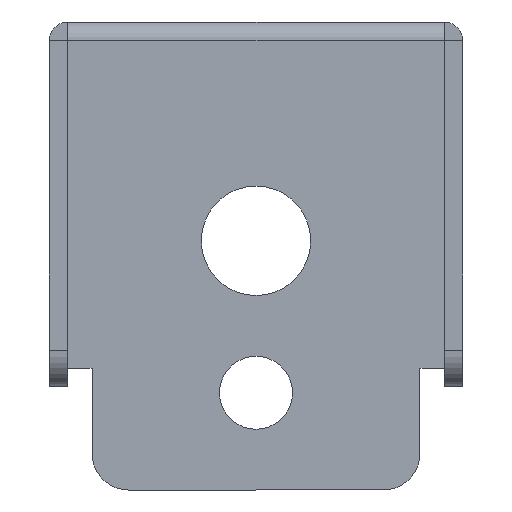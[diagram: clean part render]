
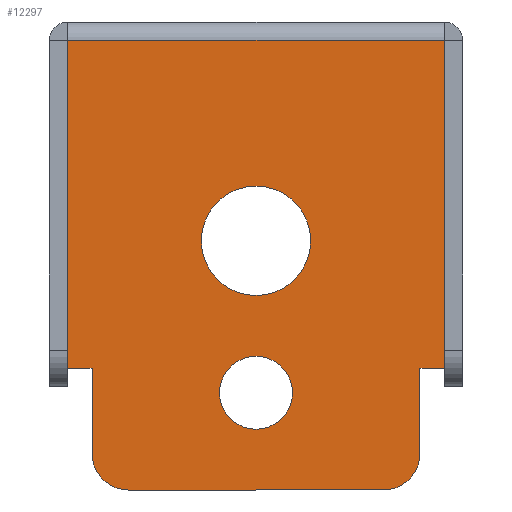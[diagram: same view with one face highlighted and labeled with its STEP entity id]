
A CAD part, left-side view. The second image highlights one B-rep face of the part: STEP entity #12297.
In plain terms, the highlighted planar face has unit normal (-1, 0, 0).
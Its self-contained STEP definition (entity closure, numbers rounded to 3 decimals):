
#3656 = EDGE_CURVE ( 'NONE', #17609, #17608, #19754, .T. ) ;
#3658 = EDGE_CURVE ( 'NONE', #4760, #4759, #19755, .T. ) ;
#3664 = EDGE_CURVE ( 'NONE', #4758, #17592, #19763, .T. ) ;
#3666 = EDGE_CURVE ( 'NONE', #4778, #17605, #19767, .T. ) ;
#3670 = EDGE_CURVE ( 'NONE', #4778, #4783, #19769, .T. ) ;
#3672 = EDGE_CURVE ( 'NONE', #4760, #4758, #19779, .T. ) ;
#3674 = EDGE_CURVE ( 'NONE', #17636, #4783, #19778, .T. ) ;
#4758 = VERTEX_POINT ( 'NONE', #7114 ) ;
#4759 = VERTEX_POINT ( 'NONE', #7115 ) ;
#4760 = VERTEX_POINT ( 'NONE', #7117 ) ;
#4765 = VERTEX_POINT ( 'NONE', #7122 ) ;
#4778 = VERTEX_POINT ( 'NONE', #7140 ) ;
#4783 = VERTEX_POINT ( 'NONE', #7141 ) ;
#5452 = LINE ( 'NONE', #23987, #5453 ) ;
#5453 = VECTOR ( 'NONE', #23980, 1000. ) ;
#5460 = CIRCLE ( 'NONE', #15474, 3. ) ;
#5465 = CIRCLE ( 'NONE', #15476, 3. ) ;
#6975 = EDGE_CURVE ( 'NONE', #17608, #17609, #15561, .T. ) ;
#6976 = EDGE_CURVE ( 'NONE', #17711, #17678, #15562, .T. ) ;
#7024 = EDGE_CURVE ( 'NONE', #17605, #17627, #15356, .T. ) ;
#7037 = EDGE_CURVE ( 'NONE', #17592, #17636, #15377, .T. ) ;
#7114 = CARTESIAN_POINT ( 'NONE',  ( -449.5, -13.49, -34. ) ) ;
#7115 = CARTESIAN_POINT ( 'NONE',  ( -449.5, 10.49, -37. ) ) ;
#7117 = CARTESIAN_POINT ( 'NONE',  ( -449.5, -10.49, -37. ) ) ;
#7122 = CARTESIAN_POINT ( 'NONE',  ( -449.5, 13.49, -34. ) ) ;
#7140 = CARTESIAN_POINT ( 'NONE',  ( -449.5, 15.49, -0.01 ) ) ;
#7141 = CARTESIAN_POINT ( 'NONE',  ( -449.5, -15.49, -0.01 ) ) ;
#8724 = DIRECTION ( 'NONE',  ( 0., 0., -1. ) ) ;
#8730 = DIRECTION ( 'NONE',  ( 0., 0., 1. ) ) ;
#8732 = DIRECTION ( 'NONE',  ( 0., -1., 0. ) ) ;
#8735 = CARTESIAN_POINT ( 'NONE',  ( -449.5, -15.49, 0. ) ) ;
#8738 = CARTESIAN_POINT ( 'NONE',  ( -449.5, -10.49, -34. ) ) ;
#8740 = DIRECTION ( 'NONE',  ( -1., 0., 0. ) ) ;
#8744 = CARTESIAN_POINT ( 'NONE',  ( -449.5, 15.49, -0.01 ) ) ;
#8752 = DIRECTION ( 'NONE',  ( 0., 0., -1. ) ) ;
#8761 = CARTESIAN_POINT ( 'NONE',  ( -449.5, 15.49, -27. ) ) ;
#8762 = DIRECTION ( 'NONE',  ( 0., 0., 1. ) ) ;
#8770 = CARTESIAN_POINT ( 'NONE',  ( -449.5, -13.49, -37. ) ) ;
#8791 = DIRECTION ( 'NONE',  ( 0., 1., 0. ) ) ;
#8801 = DIRECTION ( 'NONE',  ( 0., 0., 1. ) ) ;
#8816 = CARTESIAN_POINT ( 'NONE',  ( -449.5, 0., -16.5 ) ) ;
#8818 = DIRECTION ( 'NONE',  ( -1., 0., 0. ) ) ;
#8822 = CARTESIAN_POINT ( 'NONE',  ( -449.5, -13.49, -37. ) ) ;
#9647 = DIRECTION ( 'NONE',  ( 0., -1., 0. ) ) ;
#9740 = DIRECTION ( 'NONE',  ( 0., 0., 1. ) ) ;
#9742 = CARTESIAN_POINT ( 'NONE',  ( -449.5, 0., -29. ) ) ;
#9743 = DIRECTION ( 'NONE',  ( 0., 0., 1. ) ) ;
#9744 = DIRECTION ( 'NONE',  ( -1., 0., 0. ) ) ;
#9745 = CARTESIAN_POINT ( 'NONE',  ( -449.5, 0., -16.5 ) ) ;
#9749 = DIRECTION ( 'NONE',  ( -1., 0., 0. ) ) ;
#9816 = CARTESIAN_POINT ( 'NONE',  ( -449.5, -15.49, -27. ) ) ;
#9818 = DIRECTION ( 'NONE',  ( 0., -1., 0. ) ) ;
#9836 = CARTESIAN_POINT ( 'NONE',  ( -449.5, -15.49, -27. ) ) ;
#9914 = AXIS2_PLACEMENT_3D ( 'NONE', #8738, #8740, #8724 ) ;
#9988 = AXIS2_PLACEMENT_3D ( 'NONE', #9745, #9749, #9740 ) ;
#10033 = AXIS2_PLACEMENT_3D ( 'NONE', #9742, #9744, #9743 ) ;
#10344 = FACE_BOUND ( 'NONE', #16676, .T. ) ;
#10349 = FACE_BOUND ( 'NONE', #16625, .T. ) ;
#10356 = FACE_OUTER_BOUND ( 'NONE', #16663, .T. ) ;
#11912 = AXIS2_PLACEMENT_3D ( 'NONE', #11999, #12009, #12008 ) ;
#11999 = CARTESIAN_POINT ( 'NONE',  ( -449.5, 15.49, 0. ) ) ;
#12003 = PLANE ( 'NONE',  #11912 ) ;
#12008 = DIRECTION ( 'NONE',  ( 0., 0., -1. ) ) ;
#12009 = DIRECTION ( 'NONE',  ( 1., 0., 0. ) ) ;
#12297 = ADVANCED_FACE ( 'NONE', ( #10349, #10344, #10356 ), #12003, .F. ) ;
#13696 = ORIENTED_EDGE ( 'NONE', *, *, #15196, .F. ) ;
#13697 = ORIENTED_EDGE ( 'NONE', *, *, #3666, .T. ) ;
#13716 = ORIENTED_EDGE ( 'NONE', *, *, #7024, .T. ) ;
#13724 = ORIENTED_EDGE ( 'NONE', *, *, #15204, .T. ) ;
#13732 = ORIENTED_EDGE ( 'NONE', *, *, #3670, .F. ) ;
#13741 = ORIENTED_EDGE ( 'NONE', *, *, #3674, .T. ) ;
#13750 = ORIENTED_EDGE ( 'NONE', *, *, #7037, .T. ) ;
#13759 = ORIENTED_EDGE ( 'NONE', *, *, #3664, .T. ) ;
#13768 = ORIENTED_EDGE ( 'NONE', *, *, #3672, .T. ) ;
#13777 = ORIENTED_EDGE ( 'NONE', *, *, #3658, .F. ) ;
#13786 = ORIENTED_EDGE ( 'NONE', *, *, #6976, .F. ) ;
#13795 = ORIENTED_EDGE ( 'NONE', *, *, #15201, .F. ) ;
#13804 = ORIENTED_EDGE ( 'NONE', *, *, #6975, .F. ) ;
#13813 = ORIENTED_EDGE ( 'NONE', *, *, #3656, .F. ) ;
#14675 = AXIS2_PLACEMENT_3D ( 'NONE', #8816, #8818, #8801 ) ;
#15196 = EDGE_CURVE ( 'NONE', #4765, #17627, #5452, .T. ) ;
#15201 = EDGE_CURVE ( 'NONE', #17678, #17711, #5460, .T. ) ;
#15204 = EDGE_CURVE ( 'NONE', #4765, #4759, #5465, .T. ) ;
#15356 = LINE ( 'NONE', #9836, #15357 ) ;
#15357 = VECTOR ( 'NONE', #9647, 1000. ) ;
#15377 = LINE ( 'NONE', #9816, #15378 ) ;
#15378 = VECTOR ( 'NONE', #9818, 1000. ) ;
#15474 = AXIS2_PLACEMENT_3D ( 'NONE', #23989, #23990, #23924 ) ;
#15476 = AXIS2_PLACEMENT_3D ( 'NONE', #23978, #23942, #24133 ) ;
#15561 = CIRCLE ( 'NONE', #9988, 4.5 ) ;
#15562 = CIRCLE ( 'NONE', #10033, 3. ) ;
#16625 = EDGE_LOOP ( 'NONE', ( #13813, #13804 ) ) ;
#16663 = EDGE_LOOP ( 'NONE', ( #13777, #13768, #13759, #13750, #13741, #13732, #13697, #13716, #13696, #13724 ) ) ;
#16676 = EDGE_LOOP ( 'NONE', ( #13795, #13786 ) ) ;
#17592 = VERTEX_POINT ( 'NONE', #20266 ) ;
#17605 = VERTEX_POINT ( 'NONE', #20279 ) ;
#17608 = VERTEX_POINT ( 'NONE', #20282 ) ;
#17609 = VERTEX_POINT ( 'NONE', #20283 ) ;
#17627 = VERTEX_POINT ( 'NONE', #20301 ) ;
#17636 = VERTEX_POINT ( 'NONE', #20310 ) ;
#17678 = VERTEX_POINT ( 'NONE', #20352 ) ;
#17711 = VERTEX_POINT ( 'NONE', #20385 ) ;
#19749 = VECTOR ( 'NONE', #8791, 1000. ) ;
#19752 = VECTOR ( 'NONE', #8762, 1000. ) ;
#19754 = CIRCLE ( 'NONE', #14675, 4.5 ) ;
#19755 = LINE ( 'NONE', #8822, #19749 ) ;
#19757 = VECTOR ( 'NONE', #8752, 1000. ) ;
#19763 = LINE ( 'NONE', #8770, #19752 ) ;
#19767 = LINE ( 'NONE', #8761, #19757 ) ;
#19769 = LINE ( 'NONE', #8744, #19773 ) ;
#19773 = VECTOR ( 'NONE', #8732, 1000. ) ;
#19778 = LINE ( 'NONE', #8735, #19780 ) ;
#19779 = CIRCLE ( 'NONE', #9914, 3. ) ;
#19780 = VECTOR ( 'NONE', #8730, 1000. ) ;
#20266 = CARTESIAN_POINT ( 'NONE',  ( -449.5, -13.49, -27. ) ) ;
#20279 = CARTESIAN_POINT ( 'NONE',  ( -449.5, 15.49, -27. ) ) ;
#20282 = CARTESIAN_POINT ( 'NONE',  ( -449.5, 0., -21. ) ) ;
#20283 = CARTESIAN_POINT ( 'NONE',  ( -449.5, 0., -12. ) ) ;
#20301 = CARTESIAN_POINT ( 'NONE',  ( -449.5, 13.49, -27. ) ) ;
#20310 = CARTESIAN_POINT ( 'NONE',  ( -449.5, -15.49, -27. ) ) ;
#20352 = CARTESIAN_POINT ( 'NONE',  ( -449.5, 0., -26. ) ) ;
#20385 = CARTESIAN_POINT ( 'NONE',  ( -449.5, 0., -32. ) ) ;
#23924 = DIRECTION ( 'NONE',  ( 0., 0., 1. ) ) ;
#23942 = DIRECTION ( 'NONE',  ( -1., 0., 0. ) ) ;
#23978 = CARTESIAN_POINT ( 'NONE',  ( -449.5, 10.49, -34. ) ) ;
#23980 = DIRECTION ( 'NONE',  ( 0., 0., 1. ) ) ;
#23987 = CARTESIAN_POINT ( 'NONE',  ( -449.5, 13.49, -37. ) ) ;
#23989 = CARTESIAN_POINT ( 'NONE',  ( -449.5, 0., -29. ) ) ;
#23990 = DIRECTION ( 'NONE',  ( -1., 0., 0. ) ) ;
#24133 = DIRECTION ( 'NONE',  ( 0., 0., -1. ) ) ;
